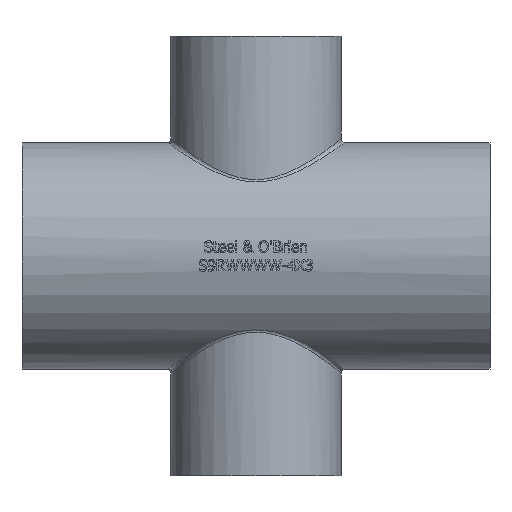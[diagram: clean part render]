
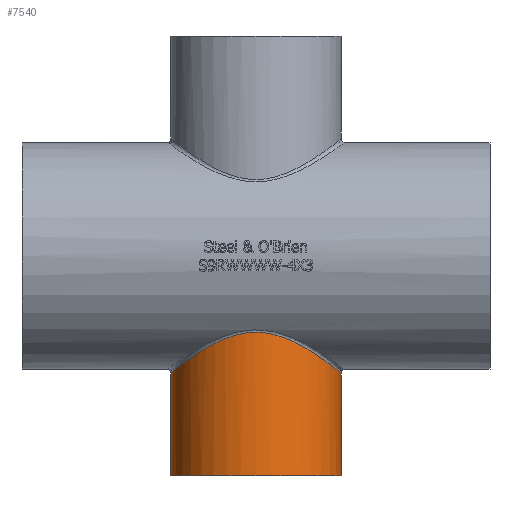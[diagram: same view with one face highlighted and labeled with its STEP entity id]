
A CAD part, top view. The second image highlights one B-rep face of the part: STEP entity #7540.
In plain terms, the highlighted cylindrical face has radius 38.1 mm (diameter 76.2 mm), a full revolution.
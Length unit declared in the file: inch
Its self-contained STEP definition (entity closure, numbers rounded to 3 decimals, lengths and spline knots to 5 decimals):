
#156=FACE_BOUND('',#1396,.T.);
#946=FACE_OUTER_BOUND('',#1395,.T.);
#1395=EDGE_LOOP('',(#7043));
#1396=EDGE_LOOP('',(#7044));
#1525=CIRCLE('',#7987,1.5);
#2964=B_SPLINE_CURVE_WITH_KNOTS('',3,(#16447,#16448,#16449,#16450,#16451,
#16452,#16453,#16454,#16455,#16456,#16457,#16458,#16459,#16460,#16461,#16462,
#16463,#16464,#16465,#16466,#16467,#16468,#16469,#16470,#16471,#16472,#16473,
#16474,#16475,#16476,#16477,#16478,#16479,#16480,#16481,#16482),
 .UNSPECIFIED.,.T.,.F.,(4,1,1,1,1,1,1,1,1,1,1,1,1,1,1,1,1,1,1,1,1,1,1,1,
1,1,1,1,1,1,1,1,1,4),(0.,0.43397,0.86793,1.73586,
2.6038,3.47173,4.62897,5.20759,5.78621,
6.36484,6.94346,8.1007,9.25794,9.83656,
10.41519,10.99381,11.57243,12.15105,12.72967,
13.01898,13.88691,15.04416,16.2014,17.35864,
17.93726,18.51589,19.09451,19.67313,20.83037,
21.6983,22.56624,23.43417,23.86813,24.3021),
 .UNSPECIFIED.);
#3706=VERTEX_POINT('',#16445);
#3707=VERTEX_POINT('',#16485);
#4822=EDGE_CURVE('',#3706,#3706,#2964,.T.);
#4823=EDGE_CURVE('',#3707,#3707,#1525,.T.);
#7043=ORIENTED_EDGE('',*,*,#4823,.F.);
#7044=ORIENTED_EDGE('',*,*,#4822,.F.);
#7104=CYLINDRICAL_SURFACE('',#7986,1.5);
#7540=ADVANCED_FACE('',(#946,#156),#7104,.T.);
#7986=AXIS2_PLACEMENT_3D('',#16484,#9405,#9406);
#7987=AXIS2_PLACEMENT_3D('',#16486,#9407,#9408);
#9405=DIRECTION('center_axis',(0.,1.,0.));
#9406=DIRECTION('ref_axis',(1.,0.,0.));
#9407=DIRECTION('center_axis',(0.,-1.,0.));
#9408=DIRECTION('ref_axis',(1.,0.,0.));
#16445=CARTESIAN_POINT('',(0.,-1.34629,-1.5));
#16447=CARTESIAN_POINT('Ctrl Pts',(0.,-1.34629,
-1.5));
#16448=CARTESIAN_POINT('Ctrl Pts',(-0.05892,-1.34629,
-1.5));
#16449=CARTESIAN_POINT('Ctrl Pts',(-0.17677,-1.35479,
-1.49303));
#16450=CARTESIAN_POINT('Ctrl Pts',(-0.40531,-1.40297,
-1.45215));
#16451=CARTESIAN_POINT('Ctrl Pts',(-0.66794,-1.50745,
-1.35631));
#16452=CARTESIAN_POINT('Ctrl Pts',(-0.94081,-1.66084,
-1.18279));
#16453=CARTESIAN_POINT('Ctrl Pts',(-1.19664,-1.83156,
-0.93094));
#16454=CARTESIAN_POINT('Ctrl Pts',(-1.36982,-1.9612,
-0.64361));
#16455=CARTESIAN_POINT('Ctrl Pts',(-1.46464,-2.0346,
-0.3507));
#16456=CARTESIAN_POINT('Ctrl Pts',(-1.50153,-2.06373,
-0.11843));
#16457=CARTESIAN_POINT('Ctrl Pts',(-1.50152,-2.06368,
0.11839));
#16458=CARTESIAN_POINT('Ctrl Pts',(-1.45235,-2.02498,
0.42846));
#16459=CARTESIAN_POINT('Ctrl Pts',(-1.30537,-1.91121,
0.78256));
#16460=CARTESIAN_POINT('Ctrl Pts',(-1.07421,-1.74681,
1.06368));
#16461=CARTESIAN_POINT('Ctrl Pts',(-0.85065,-1.60926,
1.24173));
#16462=CARTESIAN_POINT('Ctrl Pts',(-0.66392,-1.50995,1.35092));
#16463=CARTESIAN_POINT('Ctrl Pts',(-0.45875,-1.42344,
1.43402));
#16464=CARTESIAN_POINT('Ctrl Pts',(-0.23572,-1.36163,
1.48749));
#16465=CARTESIAN_POINT('Ctrl Pts',(0.00003,-1.33858,
1.50627));
#16466=CARTESIAN_POINT('Ctrl Pts',(0.19634,-1.3578,
1.49062));
#16467=CARTESIAN_POINT('Ctrl Pts',(0.4228,-1.4099,
1.44579));
#16468=CARTESIAN_POINT('Ctrl Pts',(0.70292,-1.52156,
1.34342));
#16469=CARTESIAN_POINT('Ctrl Pts',(1.028,-1.71415,1.11982));
#16470=CARTESIAN_POINT('Ctrl Pts',(1.30536,-1.91108,0.78258));
#16471=CARTESIAN_POINT('Ctrl Pts',(1.45236,-2.02505,0.42839));
#16472=CARTESIAN_POINT('Ctrl Pts',(1.50152,-2.06365,0.11838));
#16473=CARTESIAN_POINT('Ctrl Pts',(1.50153,-2.06374,-0.11847));
#16474=CARTESIAN_POINT('Ctrl Pts',(1.46464,-2.03459,-0.35072));
#16475=CARTESIAN_POINT('Ctrl Pts',(1.36981,-1.96119,-0.64364));
#16476=CARTESIAN_POINT('Ctrl Pts',(1.19663,-1.83155,-0.93095));
#16477=CARTESIAN_POINT('Ctrl Pts',(0.94079,-1.66082,
-1.18281));
#16478=CARTESIAN_POINT('Ctrl Pts',(0.66796,-1.50745,
-1.3563));
#16479=CARTESIAN_POINT('Ctrl Pts',(0.40529,-1.40296,
-1.45216));
#16480=CARTESIAN_POINT('Ctrl Pts',(0.17677,-1.35479,
-1.49303));
#16481=CARTESIAN_POINT('Ctrl Pts',(0.05892,-1.34629,
-1.5));
#16482=CARTESIAN_POINT('Ctrl Pts',(0.,-1.34629,
-1.5));
#16484=CARTESIAN_POINT('Origin',(0.,-3.875,0.));
#16485=CARTESIAN_POINT('',(-1.5,-3.875,0.));
#16486=CARTESIAN_POINT('Origin',(0.,-3.875,0.));
